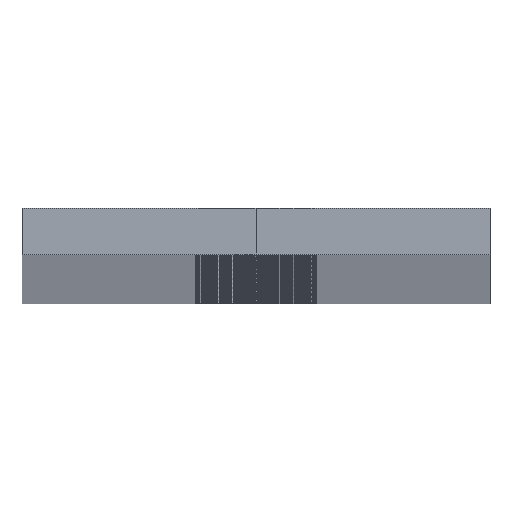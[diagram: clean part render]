
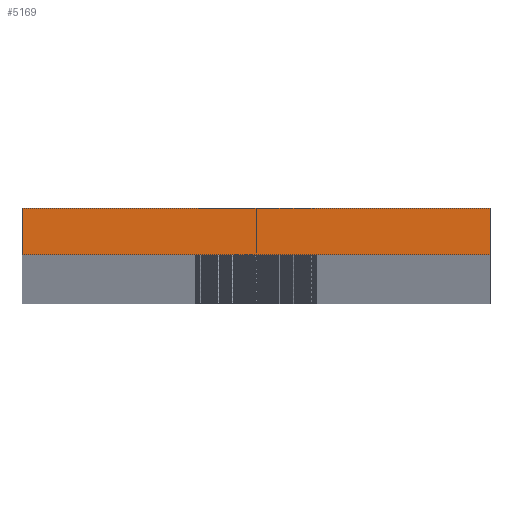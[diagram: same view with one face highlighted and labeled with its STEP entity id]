
A CAD part, top view. The second image highlights one B-rep face of the part: STEP entity #5169.
In plain terms, the highlighted planar face has unit normal (0, 0, 1).
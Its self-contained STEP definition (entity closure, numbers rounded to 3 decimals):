
#208 = VECTOR ( 'NONE', #2398, 1000. ) ;
#449 = LINE ( 'NONE', #5463, #8983 ) ;
#655 = VERTEX_POINT ( 'NONE', #1821 ) ;
#914 = CARTESIAN_POINT ( 'NONE',  ( -25., -5., 0. ) ) ;
#1380 = ORIENTED_EDGE ( 'NONE', *, *, #8559, .F. ) ;
#1744 = DIRECTION ( 'NONE',  ( 0., 1., 0. ) ) ;
#1793 = EDGE_CURVE ( 'NONE', #6668, #5182, #8185, .T. ) ;
#1821 = CARTESIAN_POINT ( 'NONE',  ( 25., -5., 0. ) ) ;
#2110 = CARTESIAN_POINT ( 'NONE',  ( 25., 0., 0. ) ) ;
#2398 = DIRECTION ( 'NONE',  ( 1., 0., 0. ) ) ;
#2544 = DIRECTION ( 'NONE',  ( -1., 0., 0. ) ) ;
#3046 = PLANE ( 'NONE',  #3886 ) ;
#3120 = VERTEX_POINT ( 'NONE', #914 ) ;
#3205 = DIRECTION ( 'NONE',  ( 0., 0., -1. ) ) ;
#3308 = CARTESIAN_POINT ( 'NONE',  ( 0., 0., 0. ) ) ;
#3886 = AXIS2_PLACEMENT_3D ( 'NONE', #3308, #3205, #2544 ) ;
#4179 = CARTESIAN_POINT ( 'NONE',  ( 25., 0., 0. ) ) ;
#4854 = EDGE_CURVE ( 'NONE', #3120, #6668, #9185, .T. ) ;
#4946 = CARTESIAN_POINT ( 'NONE',  ( -25., 0., 0. ) ) ;
#5169 = ADVANCED_FACE ( 'NONE', ( #7160 ), #3046, .F. ) ;
#5182 = VERTEX_POINT ( 'NONE', #4179 ) ;
#5213 = EDGE_LOOP ( 'NONE', ( #9136, #1380, #7492, #10545 ) ) ;
#5463 = CARTESIAN_POINT ( 'NONE',  ( -25., -5., 0. ) ) ;
#6393 = LINE ( 'NONE', #2110, #10451 ) ;
#6668 = VERTEX_POINT ( 'NONE', #9761 ) ;
#7160 = FACE_OUTER_BOUND ( 'NONE', #5213, .T. ) ;
#7333 = VECTOR ( 'NONE', #1744, 1000. ) ;
#7492 = ORIENTED_EDGE ( 'NONE', *, *, #1793, .F. ) ;
#7584 = EDGE_CURVE ( 'NONE', #3120, #655, #449, .T. ) ;
#7852 = DIRECTION ( 'NONE',  ( 0., -1., 0. ) ) ;
#8185 = LINE ( 'NONE', #4946, #208 ) ;
#8559 = EDGE_CURVE ( 'NONE', #5182, #655, #6393, .T. ) ;
#8761 = DIRECTION ( 'NONE',  ( 1., 0., 0. ) ) ;
#8983 = VECTOR ( 'NONE', #8761, 1000. ) ;
#9136 = ORIENTED_EDGE ( 'NONE', *, *, #7584, .T. ) ;
#9185 = LINE ( 'NONE', #10684, #7333 ) ;
#9761 = CARTESIAN_POINT ( 'NONE',  ( -25., 0., 0. ) ) ;
#10451 = VECTOR ( 'NONE', #7852, 1000. ) ;
#10545 = ORIENTED_EDGE ( 'NONE', *, *, #4854, .F. ) ;
#10684 = CARTESIAN_POINT ( 'NONE',  ( -25., -5., 0. ) ) ;
